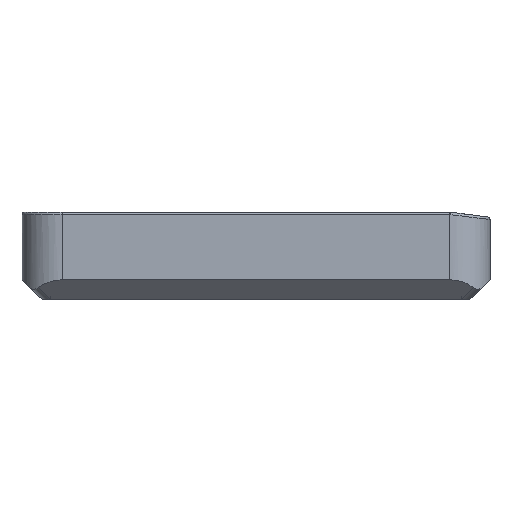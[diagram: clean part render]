
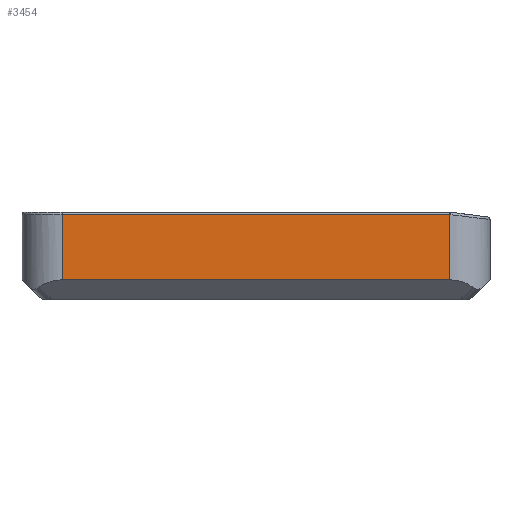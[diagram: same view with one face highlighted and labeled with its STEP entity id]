
A CAD part, left-side view. The second image highlights one B-rep face of the part: STEP entity #3454.
In plain terms, the highlighted planar face has unit normal (-1, 0, 0).
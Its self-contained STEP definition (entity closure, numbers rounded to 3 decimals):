
#82=PLANE('',#3743);
#385=FACE_OUTER_BOUND('',#577,.T.);
#577=EDGE_LOOP('',(#2673,#2674,#2675,#2676,#2677));
#728=LINE('',#5024,#1045);
#732=LINE('',#5037,#1049);
#735=LINE('',#5060,#1052);
#875=LINE('',#5908,#1192);
#880=LINE('',#5987,#1197);
#1045=VECTOR('',#3962,10.);
#1049=VECTOR('',#3974,10.);
#1052=VECTOR('',#3987,10.);
#1192=VECTOR('',#4393,10.);
#1197=VECTOR('',#4418,10.);
#1386=VERTEX_POINT('',#5021);
#1387=VERTEX_POINT('',#5023);
#1392=VERTEX_POINT('',#5035);
#1397=VERTEX_POINT('',#5058);
#1578=VERTEX_POINT('',#5907);
#1727=EDGE_CURVE('',#1386,#1387,#728,.T.);
#1734=EDGE_CURVE('',#1386,#1392,#732,.T.);
#1741=EDGE_CURVE('',#1397,#1392,#735,.T.);
#1983=EDGE_CURVE('',#1387,#1578,#875,.T.);
#1995=EDGE_CURVE('',#1578,#1397,#880,.T.);
#2673=ORIENTED_EDGE('',*,*,#1983,.F.);
#2674=ORIENTED_EDGE('',*,*,#1727,.F.);
#2675=ORIENTED_EDGE('',*,*,#1734,.T.);
#2676=ORIENTED_EDGE('',*,*,#1741,.F.);
#2677=ORIENTED_EDGE('',*,*,#1995,.F.);
#3454=ADVANCED_FACE('',(#385),#82,.T.);
#3743=AXIS2_PLACEMENT_3D('',#5993,#4427,#4428);
#3962=DIRECTION('',(0.,0.,1.));
#3974=DIRECTION('',(0.,-1.,0.));
#3987=DIRECTION('',(0.,0.,-1.));
#4393=DIRECTION('',(0.,-1.,0.));
#4418=DIRECTION('',(0.,-0.991,-0.131));
#4427=DIRECTION('center_axis',(-1.,0.,0.));
#4428=DIRECTION('ref_axis',(0.,-1.,0.));
#5021=CARTESIAN_POINT('',(-8.5,76.7,-6.));
#5023=CARTESIAN_POINT('',(-8.5,76.7,7.));
#5024=CARTESIAN_POINT('',(-8.5,76.7,0.));
#5035=CARTESIAN_POINT('',(-8.5,-0.5,-6.));
#5037=CARTESIAN_POINT('',(-8.5,42.35,-6.));
#5058=CARTESIAN_POINT('',(-8.5,-0.5,6.996));
#5060=CARTESIAN_POINT('',(-8.5,-0.5,0.));
#5907=CARTESIAN_POINT('',(-8.5,-0.467,7.));
#5908=CARTESIAN_POINT('',(-8.5,61.4,7.));
#5987=CARTESIAN_POINT('',(-8.5,40.954,12.453));
#5993=CARTESIAN_POINT('Origin',(-8.5,84.7,0.));
